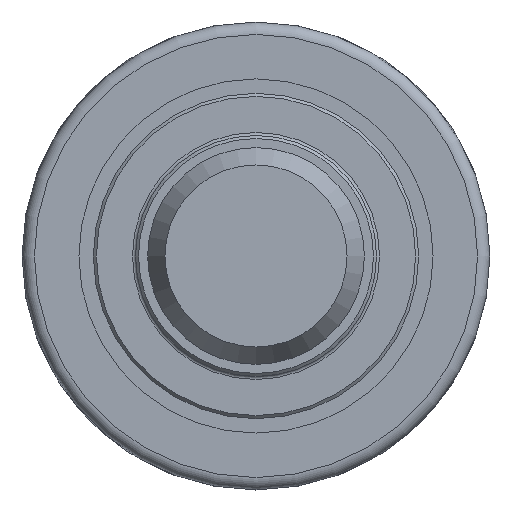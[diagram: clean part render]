
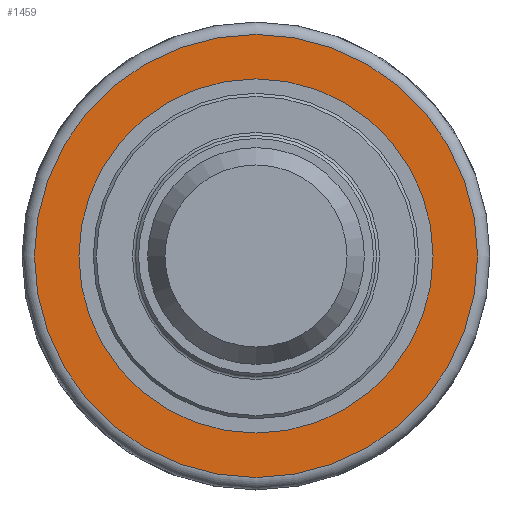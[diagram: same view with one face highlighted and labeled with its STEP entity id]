
A CAD part, left-side view. The second image highlights one B-rep face of the part: STEP entity #1459.
In plain terms, the highlighted planar face has unit normal (-1, 0, 0).
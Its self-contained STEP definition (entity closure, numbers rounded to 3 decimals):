
#68=FACE_BOUND('',#318,.T.);
#103=CIRCLE('',#1575,36.785);
#104=CIRCLE('',#1576,36.785);
#105=CIRCLE('',#1577,29.4);
#106=CIRCLE('',#1578,29.4);
#236=FACE_OUTER_BOUND('',#317,.T.);
#317=EDGE_LOOP('',(#973,#974));
#318=EDGE_LOOP('',(#975,#976));
#559=VERTEX_POINT('',#2314);
#560=VERTEX_POINT('',#2315);
#561=VERTEX_POINT('',#2318);
#562=VERTEX_POINT('',#2319);
#726=EDGE_CURVE('',#559,#560,#103,.T.);
#727=EDGE_CURVE('',#560,#559,#104,.T.);
#728=EDGE_CURVE('',#561,#562,#105,.T.);
#729=EDGE_CURVE('',#562,#561,#106,.T.);
#973=ORIENTED_EDGE('',*,*,#726,.F.);
#974=ORIENTED_EDGE('',*,*,#727,.F.);
#975=ORIENTED_EDGE('',*,*,#728,.T.);
#976=ORIENTED_EDGE('',*,*,#729,.T.);
#1343=PLANE('',#1574);
#1459=ADVANCED_FACE('',(#236,#68),#1343,.T.);
#1574=AXIS2_PLACEMENT_3D('',#2313,#1827,#1828);
#1575=AXIS2_PLACEMENT_3D('',#2316,#1829,#1830);
#1576=AXIS2_PLACEMENT_3D('',#2317,#1831,#1832);
#1577=AXIS2_PLACEMENT_3D('',#2320,#1833,#1834);
#1578=AXIS2_PLACEMENT_3D('',#2321,#1835,#1836);
#1827=DIRECTION('center_axis',(-1.,0.,0.));
#1828=DIRECTION('ref_axis',(0.,0.,-1.));
#1829=DIRECTION('center_axis',(1.,0.,0.));
#1830=DIRECTION('ref_axis',(0.,1.,0.));
#1831=DIRECTION('center_axis',(1.,0.,0.));
#1832=DIRECTION('ref_axis',(0.,1.,0.));
#1833=DIRECTION('center_axis',(1.,0.,0.));
#1834=DIRECTION('ref_axis',(0.,-1.,0.));
#1835=DIRECTION('center_axis',(1.,0.,0.));
#1836=DIRECTION('ref_axis',(0.,-1.,0.));
#2313=CARTESIAN_POINT('Origin',(20.5,-34.078,0.));
#2314=CARTESIAN_POINT('',(20.5,-36.785,0.));
#2315=CARTESIAN_POINT('',(20.5,0.,-36.785));
#2316=CARTESIAN_POINT('Origin',(20.5,0.,0.));
#2317=CARTESIAN_POINT('Origin',(20.5,0.,0.));
#2318=CARTESIAN_POINT('',(20.5,-29.4,0.));
#2319=CARTESIAN_POINT('',(20.5,29.4,0.));
#2320=CARTESIAN_POINT('Origin',(20.5,0.,0.));
#2321=CARTESIAN_POINT('Origin',(20.5,0.,0.));
